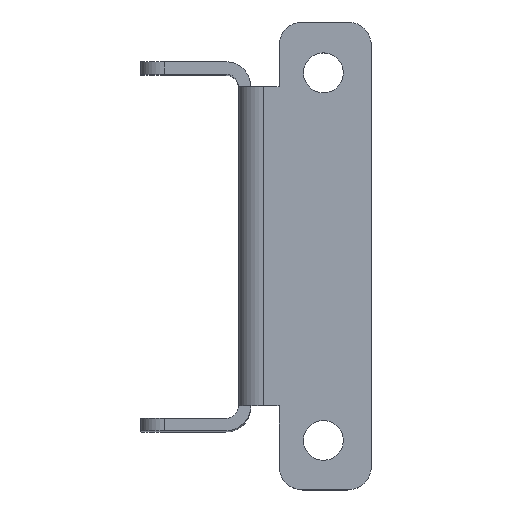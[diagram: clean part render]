
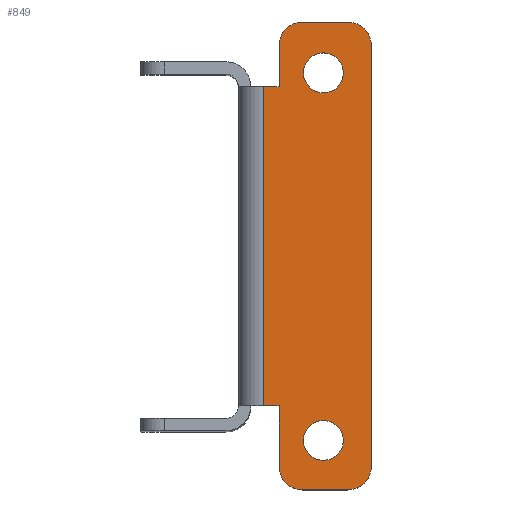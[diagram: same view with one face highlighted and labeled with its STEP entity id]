
A CAD part, top view. The second image highlights one B-rep face of the part: STEP entity #849.
In plain terms, the highlighted planar face has unit normal (0, 0, 1).
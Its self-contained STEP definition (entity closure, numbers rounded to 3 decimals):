
#17=FACE_BOUND('',#110,.T.);
#18=FACE_BOUND('',#111,.T.);
#25=PLANE('',#921);
#57=FACE_OUTER_BOUND('',#109,.T.);
#109=EDGE_LOOP('',(#605,#606,#607,#608,#609,#610,#611,#612,#613,#614,#615,
#616));
#110=EDGE_LOOP('',(#617,#618));
#111=EDGE_LOOP('',(#619,#620));
#161=LINE('',#1284,#245);
#171=LINE('',#1317,#255);
#173=LINE('',#1320,#257);
#174=LINE('',#1325,#258);
#175=LINE('',#1327,#259);
#176=LINE('',#1329,#260);
#177=LINE('',#1331,#261);
#178=LINE('',#1333,#262);
#245=VECTOR('',#1013,10.);
#255=VECTOR('',#1041,2.304);
#257=VECTOR('',#1045,10.);
#258=VECTOR('',#1050,10.);
#259=VECTOR('',#1051,10.);
#260=VECTOR('',#1052,10.);
#261=VECTOR('',#1053,10.);
#262=VECTOR('',#1054,10.);
#325=CIRCLE('',#908,3.);
#332=CIRCLE('',#918,3.);
#333=CIRCLE('',#922,3.);
#334=CIRCLE('',#923,3.);
#335=CIRCLE('',#924,2.55);
#336=CIRCLE('',#925,2.55);
#337=CIRCLE('',#926,2.55);
#338=CIRCLE('',#927,2.55);
#367=VERTEX_POINT('',#1271);
#368=VERTEX_POINT('',#1272);
#372=VERTEX_POINT('',#1282);
#384=VERTEX_POINT('',#1310);
#385=VERTEX_POINT('',#1311);
#386=VERTEX_POINT('',#1316);
#387=VERTEX_POINT('',#1322);
#388=VERTEX_POINT('',#1324);
#389=VERTEX_POINT('',#1326);
#390=VERTEX_POINT('',#1328);
#391=VERTEX_POINT('',#1330);
#392=VERTEX_POINT('',#1332);
#393=VERTEX_POINT('',#1335);
#394=VERTEX_POINT('',#1336);
#395=VERTEX_POINT('',#1339);
#396=VERTEX_POINT('',#1340);
#445=EDGE_CURVE('',#367,#368,#325,.T.);
#451=EDGE_CURVE('',#372,#367,#161,.T.);
#464=EDGE_CURVE('',#384,#385,#332,.T.);
#467=EDGE_CURVE('',#385,#386,#171,.T.);
#469=EDGE_CURVE('',#368,#384,#173,.T.);
#470=EDGE_CURVE('',#387,#372,#333,.T.);
#471=EDGE_CURVE('',#387,#388,#174,.T.);
#472=EDGE_CURVE('',#388,#389,#175,.T.);
#473=EDGE_CURVE('',#389,#390,#176,.T.);
#474=EDGE_CURVE('',#390,#391,#177,.T.);
#475=EDGE_CURVE('',#391,#392,#178,.T.);
#476=EDGE_CURVE('',#386,#392,#334,.T.);
#477=EDGE_CURVE('',#393,#394,#335,.T.);
#478=EDGE_CURVE('',#394,#393,#336,.T.);
#479=EDGE_CURVE('',#395,#396,#337,.T.);
#480=EDGE_CURVE('',#396,#395,#338,.T.);
#605=ORIENTED_EDGE('',*,*,#445,.F.);
#606=ORIENTED_EDGE('',*,*,#451,.F.);
#607=ORIENTED_EDGE('',*,*,#470,.F.);
#608=ORIENTED_EDGE('',*,*,#471,.T.);
#609=ORIENTED_EDGE('',*,*,#472,.T.);
#610=ORIENTED_EDGE('',*,*,#473,.T.);
#611=ORIENTED_EDGE('',*,*,#474,.T.);
#612=ORIENTED_EDGE('',*,*,#475,.T.);
#613=ORIENTED_EDGE('',*,*,#476,.F.);
#614=ORIENTED_EDGE('',*,*,#467,.F.);
#615=ORIENTED_EDGE('',*,*,#464,.F.);
#616=ORIENTED_EDGE('',*,*,#469,.F.);
#617=ORIENTED_EDGE('',*,*,#477,.T.);
#618=ORIENTED_EDGE('',*,*,#478,.T.);
#619=ORIENTED_EDGE('',*,*,#479,.T.);
#620=ORIENTED_EDGE('',*,*,#480,.T.);
#849=ADVANCED_FACE('',(#57,#17,#18),#25,.T.);
#908=AXIS2_PLACEMENT_3D('',#1273,#1003,#1004);
#918=AXIS2_PLACEMENT_3D('',#1312,#1035,#1036);
#921=AXIS2_PLACEMENT_3D('',#1321,#1046,#1047);
#922=AXIS2_PLACEMENT_3D('',#1323,#1048,#1049);
#923=AXIS2_PLACEMENT_3D('',#1334,#1055,#1056);
#924=AXIS2_PLACEMENT_3D('',#1337,#1057,#1058);
#925=AXIS2_PLACEMENT_3D('',#1338,#1059,#1060);
#926=AXIS2_PLACEMENT_3D('',#1341,#1061,#1062);
#927=AXIS2_PLACEMENT_3D('',#1342,#1063,#1064);
#1003=DIRECTION('center_axis',(0.,0.,-1.));
#1004=DIRECTION('ref_axis',(0.707,0.707,0.));
#1013=DIRECTION('',(1.,0.,0.));
#1035=DIRECTION('center_axis',(0.,0.,-1.));
#1036=DIRECTION('ref_axis',(0.707,-0.707,0.));
#1041=DIRECTION('',(-1.,0.,0.));
#1045=DIRECTION('',(0.,-1.,0.));
#1046=DIRECTION('center_axis',(0.,0.,1.));
#1047=DIRECTION('ref_axis',(1.,0.,0.));
#1048=DIRECTION('center_axis',(0.,0.,-1.));
#1049=DIRECTION('ref_axis',(-0.707,0.707,0.));
#1050=DIRECTION('',(0.,-1.,0.));
#1051=DIRECTION('',(-1.,0.,0.));
#1052=DIRECTION('',(0.,-1.,0.));
#1053=DIRECTION('',(1.,0.,0.));
#1054=DIRECTION('',(0.,-1.,0.));
#1055=DIRECTION('center_axis',(0.,0.,-1.));
#1056=DIRECTION('ref_axis',(-0.707,-0.707,0.));
#1057=DIRECTION('center_axis',(0.,0.,-1.));
#1058=DIRECTION('ref_axis',(1.,0.,0.));
#1059=DIRECTION('center_axis',(0.,0.,-1.));
#1060=DIRECTION('ref_axis',(1.,0.,0.));
#1061=DIRECTION('center_axis',(0.,0.,-1.));
#1062=DIRECTION('ref_axis',(1.,0.,0.));
#1063=DIRECTION('center_axis',(0.,0.,-1.));
#1064=DIRECTION('ref_axis',(1.,0.,0.));
#1271=CARTESIAN_POINT('',(140.5,147.875,280.));
#1272=CARTESIAN_POINT('',(143.5,144.875,280.));
#1273=CARTESIAN_POINT('Origin',(140.5,144.875,280.));
#1282=CARTESIAN_POINT('',(134.7,147.875,280.));
#1284=CARTESIAN_POINT('',(129.7,147.875,280.));
#1310=CARTESIAN_POINT('',(143.5,91.029,280.));
#1311=CARTESIAN_POINT('',(140.5,88.029,280.));
#1312=CARTESIAN_POINT('Origin',(140.5,91.029,280.));
#1316=CARTESIAN_POINT('',(134.7,88.029,280.));
#1317=CARTESIAN_POINT('',(122.462,88.029,280.));
#1320=CARTESIAN_POINT('',(143.5,108.996,280.));
#1321=CARTESIAN_POINT('Origin',(135.29,119.196,280.));
#1322=CARTESIAN_POINT('',(131.7,144.875,280.));
#1323=CARTESIAN_POINT('Origin',(134.7,144.875,280.));
#1324=CARTESIAN_POINT('',(131.7,139.596,280.));
#1325=CARTESIAN_POINT('',(131.7,129.396,280.));
#1326=CARTESIAN_POINT('',(129.7,139.596,280.));
#1327=CARTESIAN_POINT('',(132.495,139.596,280.));
#1328=CARTESIAN_POINT('',(129.7,98.796,280.));
#1329=CARTESIAN_POINT('',(129.7,119.196,280.));
#1330=CARTESIAN_POINT('',(131.7,98.796,280.));
#1331=CARTESIAN_POINT('',(132.495,98.796,280.));
#1332=CARTESIAN_POINT('',(131.7,91.029,280.));
#1333=CARTESIAN_POINT('',(131.7,108.996,280.));
#1334=CARTESIAN_POINT('Origin',(134.7,91.029,280.));
#1335=CARTESIAN_POINT('',(139.91,141.375,280.));
#1336=CARTESIAN_POINT('',(134.81,141.375,280.));
#1337=CARTESIAN_POINT('Origin',(137.36,141.375,280.));
#1338=CARTESIAN_POINT('Origin',(137.36,141.375,280.));
#1339=CARTESIAN_POINT('',(139.91,94.375,280.));
#1340=CARTESIAN_POINT('',(134.81,94.375,280.));
#1341=CARTESIAN_POINT('Origin',(137.36,94.375,280.));
#1342=CARTESIAN_POINT('Origin',(137.36,94.375,280.));
